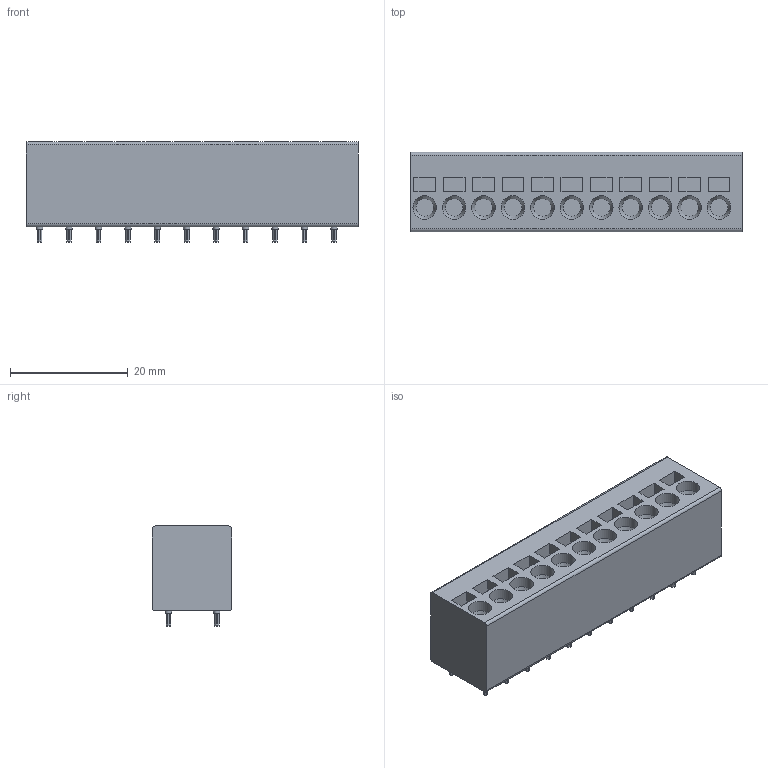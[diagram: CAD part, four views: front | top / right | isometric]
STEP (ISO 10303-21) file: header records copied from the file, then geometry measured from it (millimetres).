
FILE_DESCRIPTION(/* description */ ('model of PhoenixContact_SPT_2.5_11-V-5.0-EX_1x11_P5.0mm_Vertical'),/* implementation_level */ '2;1');
FILE_NAME(/* name */ 'PhoenixContact_SPT_2.5_11-V-5.0-EX_1x11_P5.0mm_Vertical.step',/* time_stamp */ '2023-01-30T13:57:47',/* author */ ('KiCAD','kicad'),/* organization */ ('OCCT'),/* preprocessor_version */ '',/* originating_system */ 'KiCAD',/* authorisation */ '');
FILE_SCHEMA(('AUTOMOTIVE_DESIGN { 1 0 10303 214 1 1 1 1 }'));
Length unit declared in the file: millimetre
Products named in the file (7): CQ assembly; b0b21e10-a09d-11ed-8f45-a0cec80452fd; b0b21e10-a09d-11ed-8f45-a0cec80452fd_part; b0b2228e-a09d-11ed-8f45-a0cec80452fd; b0b2228e-a09d-11ed-8f45-a0cec80452fd_part; b0b2255e-a09d-11ed-8f45-a0cec80452fd; b0b2255e-a09d-11ed-8f45-a0cec80452fd_part
Assembly tree (6 placements, depth 4):
  CQ assembly
    b0b21e10-a09d-11ed-8f45-a0cec80452fd
      b0b21e10-a09d-11ed-8f45-a0cec80452fd_part
      b0b2228e-a09d-11ed-8f45-a0cec80452fd
        b0b2228e-a09d-11ed-8f45-a0cec80452fd_part
      b0b2255e-a09d-11ed-8f45-a0cec80452fd
        b0b2255e-a09d-11ed-8f45-a0cec80452fd_part
Bounding box: 56.4 x 13.5 x 17 mm (x, y, z)
Volume: 10246.4 mm3; surface area: 4509.6 mm2
Topology: 23 solids, 23 shells, 362 faces, 805 edges, 533 vertices
Faces by surface type: plane 314, cylinder 37, cone 11
Full cylindrical faces by diameter (mm): 1.1 x22, 4 x11
Entity records: 10105 total; most frequent: CARTESIAN_POINT 1707, DIRECTION 1628, ORIENTED_EDGE 1610, EDGE_CURVE 805, LINE 720, VECTOR 720, VERTEX_POINT 533, AXIS2_PLACEMENT_3D 454
